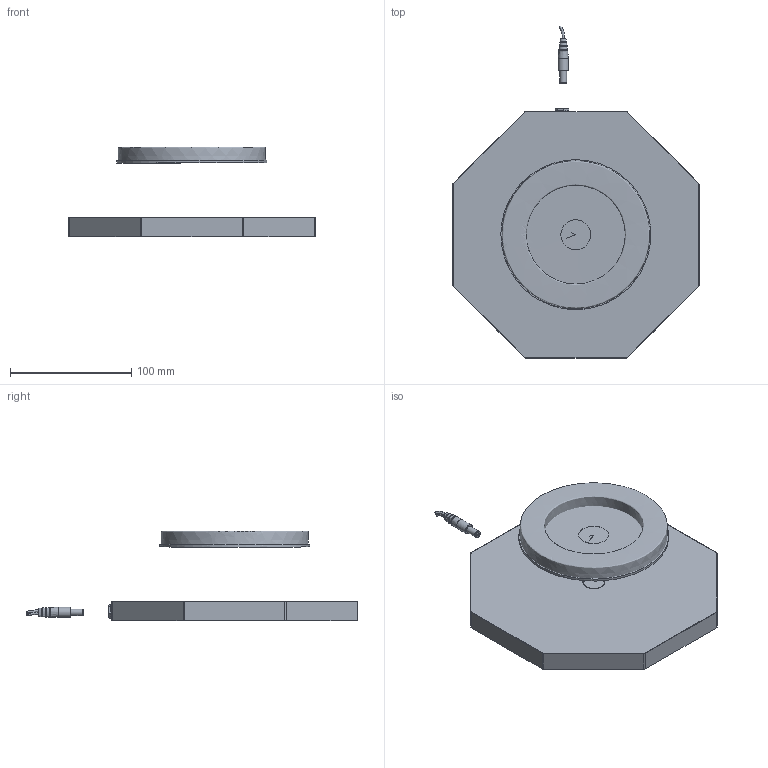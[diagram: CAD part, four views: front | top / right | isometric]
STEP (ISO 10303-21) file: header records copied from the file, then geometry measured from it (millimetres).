
FILE_DESCRIPTION(/* description */ (''),/* implementation_level */ '2;1');
FILE_NAME(/* name */ 'F235DS~0',/* time_stamp */ '2018-11-15T10:23:37+01:00',/* author */ (''),/* organization */ (''),/* preprocessor_version */ 'ST-DEVELOPER v16.5',/* originating_system */ '',/* authorisation */ '');
FILE_SCHEMA (('AUTOMOTIVE_DESIGN'));
Length unit declared in the file: millimetre
Products named in the file (1): Document
Bounding box: 203.4 x 274.08 x 74.27 mm (x, y, z)
Volume: 643841.2 mm3; surface area: 112144.2 mm2
Topology: 3 solids, 3 shells, 134 faces, 336 edges, 218 vertices
Faces by surface type: bspline 78, plane 56
Entity records: 6431 total; most frequent: CARTESIAN_POINT 4335, ORIENTED_EDGE 662, EDGE_CURVE 331, B_SPLINE_CURVE_WITH_KNOTS 246, VERTEX_POINT 214, EDGE_LOOP 145, ADVANCED_FACE 134, FACE_OUTER_BOUND 134
